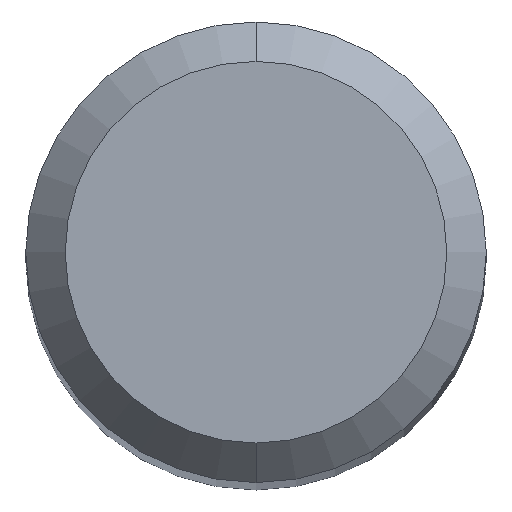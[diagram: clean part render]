
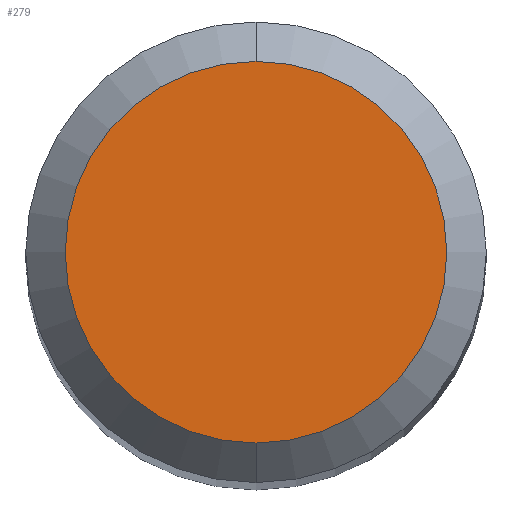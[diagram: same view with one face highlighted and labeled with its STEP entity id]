
A CAD part, top view. The second image highlights one B-rep face of the part: STEP entity #279.
In plain terms, the highlighted planar face has unit normal (0, 0, 1).
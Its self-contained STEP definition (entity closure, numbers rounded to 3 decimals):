
#213=VERTEX_POINT('',#451);
#243=EDGE_CURVE('',#325,#213,#486,.T.);
#249=EDGE_CURVE('',#213,#325,#492,.T.);
#279=ADVANCED_FACE('',(#528),#529,.T.);
#325=VERTEX_POINT('',#582);
#451=CARTESIAN_POINT('',(0.0,1.45,0.0));
#486=CIRCLE('',#780,1.45);
#492=CIRCLE('',#789,1.45);
#528=FACE_OUTER_BOUND('',#829,.T.);
#529=PLANE('',#830);
#582=CARTESIAN_POINT('',(0.,-1.45,0.0));
#780=AXIS2_PLACEMENT_3D('',#1079,#1080,#1081);
#789=AXIS2_PLACEMENT_3D('',#1083,#1084,#1085);
#829=EDGE_LOOP('',(#1133,#1134));
#830=AXIS2_PLACEMENT_3D('',#1135,#1136,#1137);
#1079=CARTESIAN_POINT('',(0.0,0.0,0.0));
#1080=DIRECTION('',(0.0,0.0,-1.0));
#1081=DIRECTION('',(0.0,1.0,0.0));
#1083=CARTESIAN_POINT('',(0.0,0.0,0.0));
#1084=DIRECTION('',(0.0,0.0,-1.0));
#1085=DIRECTION('',(0.0,1.0,0.0));
#1133=ORIENTED_EDGE('',*,*,#249,.F.);
#1134=ORIENTED_EDGE('',*,*,#243,.F.);
#1135=CARTESIAN_POINT('',(0.0,0.725,0.0));
#1136=DIRECTION('',(-0.0,0.0,1.0));
#1137=DIRECTION('',(0.0,-1.0,0.0));
